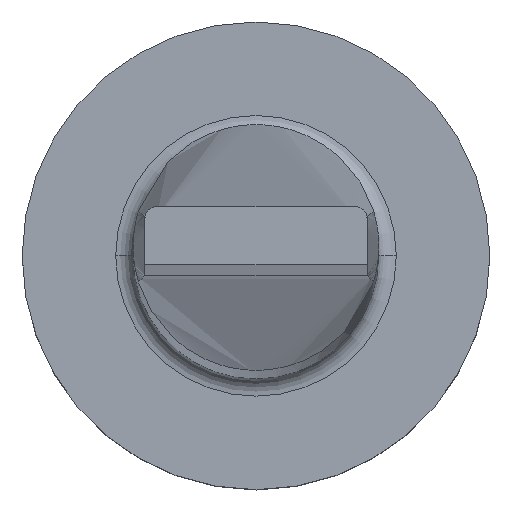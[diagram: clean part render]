
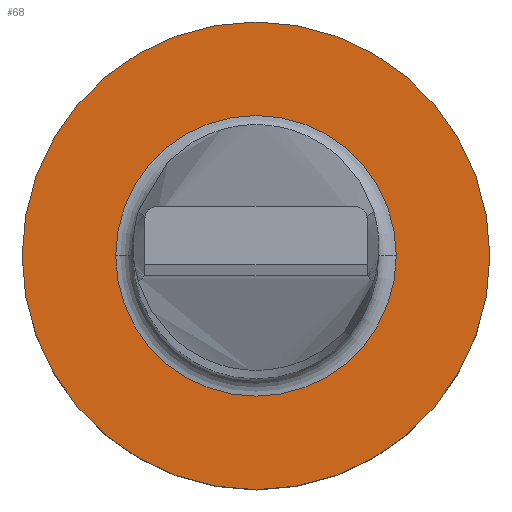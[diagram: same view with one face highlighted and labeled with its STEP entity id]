
A CAD part, top view. The second image highlights one B-rep face of the part: STEP entity #68.
In plain terms, the highlighted planar face has unit normal (0, 0, 1).
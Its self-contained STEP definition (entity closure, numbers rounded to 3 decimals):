
#68=ADVANCED_FACE('',(#139,#140),#141,.T.);
#139=FACE_OUTER_BOUND('',#211,.T.);
#140=FACE_BOUND('',#212,.T.);
#141=PLANE('',#213);
#211=EDGE_LOOP('',(#340,#341));
#212=EDGE_LOOP('',(#342,#343));
#213=AXIS2_PLACEMENT_3D('',#344,#345,#346);
#340=ORIENTED_EDGE('',*,*,#424,.T.);
#341=ORIENTED_EDGE('',*,*,#464,.T.);
#342=ORIENTED_EDGE('',*,*,#462,.F.);
#343=ORIENTED_EDGE('',*,*,#427,.F.);
#344=CARTESIAN_POINT('',(0.0,0.0,3.0));
#345=DIRECTION('',(0.0,0.0,1.0));
#346=DIRECTION('',(1.0,0.0,0.0));
#424=EDGE_CURVE('',#490,#494,#496,.T.);
#427=EDGE_CURVE('',#498,#501,#502,.T.);
#462=EDGE_CURVE('',#501,#498,#552,.T.);
#464=EDGE_CURVE('',#494,#490,#554,.T.);
#490=VERTEX_POINT('',#586);
#494=VERTEX_POINT('',#591);
#496=CIRCLE('',#594,4.0);
#498=VERTEX_POINT('',#596);
#501=VERTEX_POINT('',#599);
#502=CIRCLE('',#600,2.4);
#552=CIRCLE('',#926,2.4);
#554=CIRCLE('',#928,4.0);
#586=CARTESIAN_POINT('',(4.0,0.0,3.0));
#591=CARTESIAN_POINT('',(-4.0,0.,3.0));
#594=AXIS2_PLACEMENT_3D('',#973,#974,#975);
#596=CARTESIAN_POINT('',(-2.4,0.,3.0));
#599=CARTESIAN_POINT('',(2.4,0.0,3.0));
#600=AXIS2_PLACEMENT_3D('',#979,#980,#981);
#926=AXIS2_PLACEMENT_3D('',#1019,#1020,#1021);
#928=AXIS2_PLACEMENT_3D('',#1022,#1023,#1024);
#973=CARTESIAN_POINT('',(0.0,0.0,3.0));
#974=DIRECTION('',(0.0,0.0,1.0));
#975=DIRECTION('',(1.0,0.0,0.0));
#979=CARTESIAN_POINT('',(0.0,0.0,3.0));
#980=DIRECTION('',(0.0,0.0,1.0));
#981=DIRECTION('',(1.0,0.0,0.0));
#1019=CARTESIAN_POINT('',(0.0,0.0,3.0));
#1020=DIRECTION('',(0.0,0.0,1.0));
#1021=DIRECTION('',(1.0,0.0,0.0));
#1022=CARTESIAN_POINT('',(0.0,0.0,3.0));
#1023=DIRECTION('',(0.0,0.0,1.0));
#1024=DIRECTION('',(1.0,0.0,0.0));
